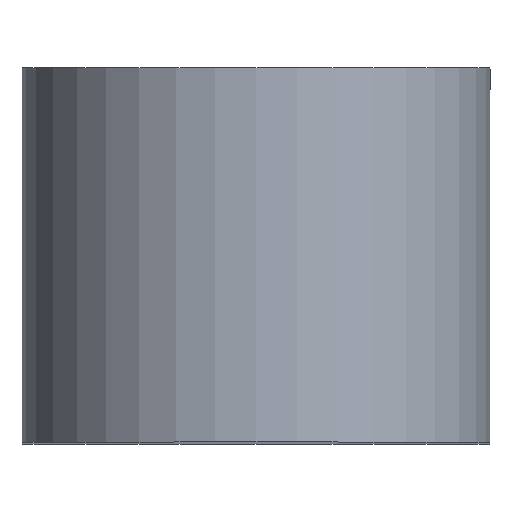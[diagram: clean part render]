
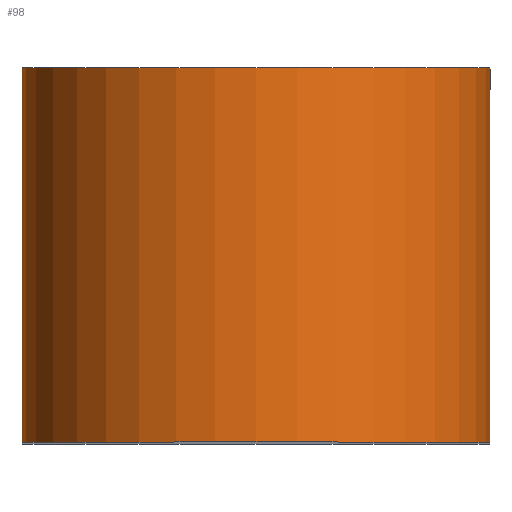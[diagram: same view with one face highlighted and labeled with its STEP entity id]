
A CAD part, top view. The second image highlights one B-rep face of the part: STEP entity #98.
In plain terms, the highlighted cylindrical face has radius 5 mm (diameter 10 mm), a partial arc.
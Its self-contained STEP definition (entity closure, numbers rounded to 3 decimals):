
#15=CIRCLE('',#119,5.);
#16=CIRCLE('',#120,5.);
#19=CYLINDRICAL_SURFACE('',#118,5.);
#22=FACE_OUTER_BOUND('',#28,.T.);
#28=EDGE_LOOP('',(#73,#74,#75,#76));
#36=LINE('',#166,#44);
#37=LINE('',#172,#45);
#44=VECTOR('',#134,10.);
#45=VECTOR('',#141,10.);
#50=VERTEX_POINT('',#160);
#52=VERTEX_POINT('',#164);
#53=VERTEX_POINT('',#168);
#54=VERTEX_POINT('',#170);
#60=EDGE_CURVE('',#50,#52,#36,.T.);
#61=EDGE_CURVE('',#50,#53,#15,.T.);
#62=EDGE_CURVE('',#54,#52,#16,.T.);
#63=EDGE_CURVE('',#53,#54,#37,.T.);
#73=ORIENTED_EDGE('',*,*,#61,.F.);
#74=ORIENTED_EDGE('',*,*,#60,.T.);
#75=ORIENTED_EDGE('',*,*,#62,.F.);
#76=ORIENTED_EDGE('',*,*,#63,.F.);
#98=ADVANCED_FACE('',(#22),#19,.T.);
#118=AXIS2_PLACEMENT_3D('',#167,#135,#136);
#119=AXIS2_PLACEMENT_3D('',#169,#137,#138);
#120=AXIS2_PLACEMENT_3D('',#171,#139,#140);
#134=DIRECTION('',(0.,1.,0.));
#135=DIRECTION('center_axis',(0.,1.,0.));
#136=DIRECTION('ref_axis',(-1.,0.,0.));
#137=DIRECTION('center_axis',(0.,-1.,0.));
#138=DIRECTION('ref_axis',(-1.,0.,0.));
#139=DIRECTION('center_axis',(0.,1.,0.));
#140=DIRECTION('ref_axis',(-1.,0.,0.));
#141=DIRECTION('',(0.,1.,0.));
#160=CARTESIAN_POINT('',(5.,10.5,157.));
#164=CARTESIAN_POINT('',(5.,18.5,157.));
#166=CARTESIAN_POINT('',(5.,10.5,157.));
#167=CARTESIAN_POINT('Origin',(0.,10.5,157.));
#168=CARTESIAN_POINT('',(-5.,10.5,157.));
#169=CARTESIAN_POINT('Origin',(0.,10.5,157.));
#170=CARTESIAN_POINT('',(-5.,18.5,157.));
#171=CARTESIAN_POINT('Origin',(0.,18.5,157.));
#172=CARTESIAN_POINT('',(-5.,10.5,157.));
